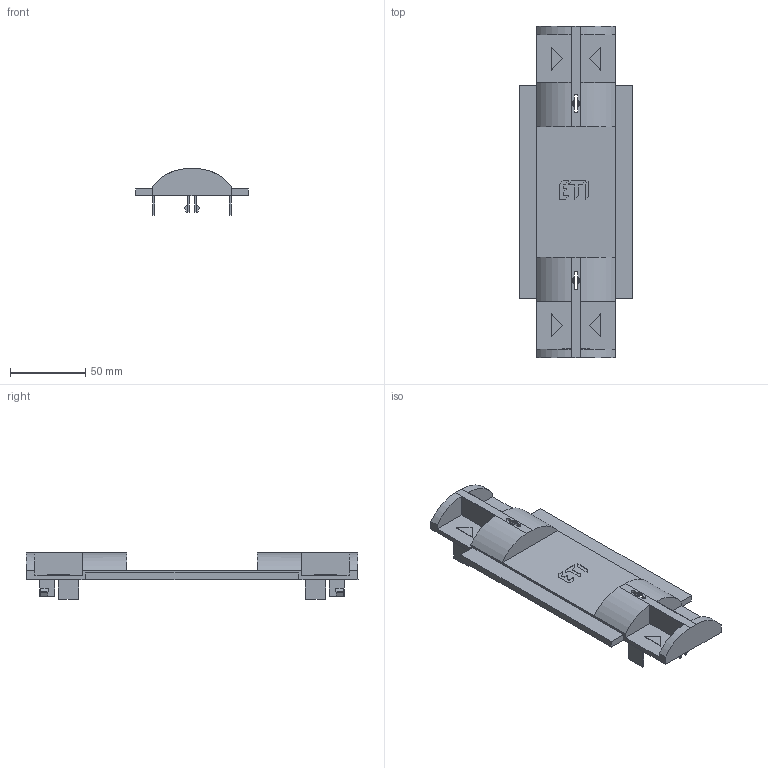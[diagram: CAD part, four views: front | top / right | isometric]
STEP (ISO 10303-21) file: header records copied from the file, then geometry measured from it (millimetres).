
FILE_DESCRIPTION((''),'2;1');
FILE_NAME('ASM0092_ASM','2021-04-12T',('marketing.praksa'),('Audax d.o.o.'),'CREO PARAMETRIC BY PTC INC, 2017480','CREO PARAMETRIC BY PTC INC, 2017480','');
FILE_SCHEMA(('AUTOMOTIVE_DESIGN { 1 0 10303 214 1 1 1 1 }'));
Length unit declared in the file: millimetre
Products named in the file (3): PRT8780; PRT0113; ASM0092_ASM
Assembly tree (2 placements, depth 2):
  ASM0092_ASM
    PRT8780
    PRT0113
Bounding box: 75 x 220.5 x 31 mm (x, y, z)
Volume: 36737.6 mm3; surface area: 50891.3 mm2
Topology: 4 solids, 4 shells, 325 faces, 1004 edges, 684 vertices
Faces by surface type: plane 245, cylinder 68, cone 12
Entity records: 17043 total; most frequent: CARTESIAN_POINT 2397, ORIENTED_EDGE 2008, DIRECTION 1769, PRESENTATION_STYLE_ASSIGNMENT 1333, STYLED_ITEM 1333, CURVE_STYLE 1004, EDGE_CURVE 1004, VECTOR 737
